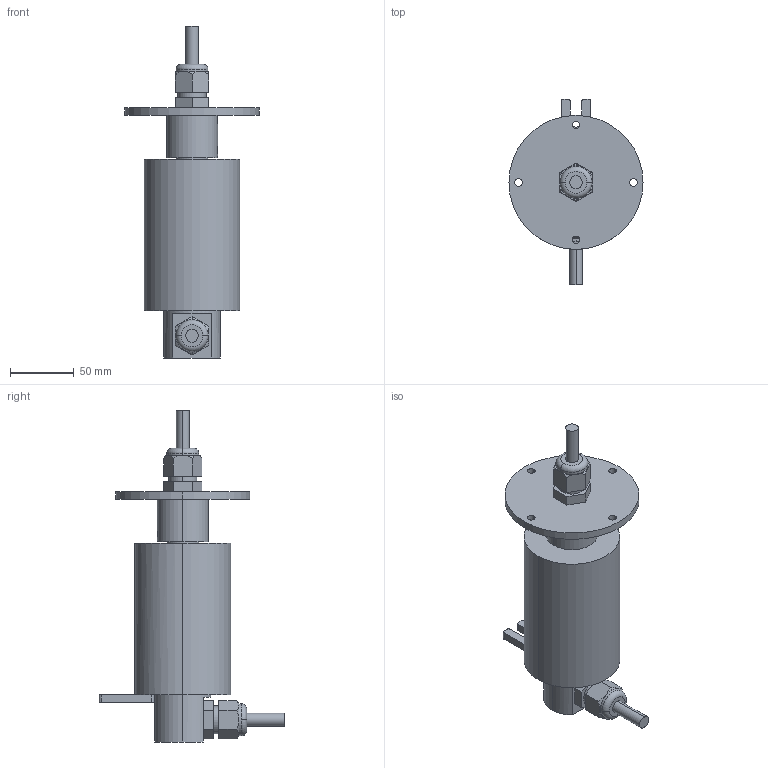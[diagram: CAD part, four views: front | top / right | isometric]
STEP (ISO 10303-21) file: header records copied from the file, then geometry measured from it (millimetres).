
FILE_DESCRIPTION (( 'STEP AP203' ), '1' );
FILE_NAME ('275-3000 Rev 1.STEP', '2014-10-23T17:22:02', ( '' ), ( '' ), 'SwSTEP 2.0', 'SolidWorks 2014', '' );
FILE_SCHEMA (( 'CONFIG_CONTROL_DESIGN' ));
Length unit declared in the file: millimetre
Products named in the file (1): 275-3000 Rev 1
Bounding box: 105 x 145.6 x 260 mm (x, y, z)
Volume: 713800.9 mm3; surface area: 76074.2 mm2
Topology: 1 solids, 1 shells, 159 faces, 391 edges, 255 vertices
Faces by surface type: plane 85, cylinder 57, bspline 9, cone 4, torus 4
Entity records: 5169 total; most frequent: CARTESIAN_POINT 1286, DIRECTION 795, ORIENTED_EDGE 774, EDGE_CURVE 387, AXIS2_PLACEMENT_3D 284, VERTEX_POINT 255, VECTOR 227, LINE 227
